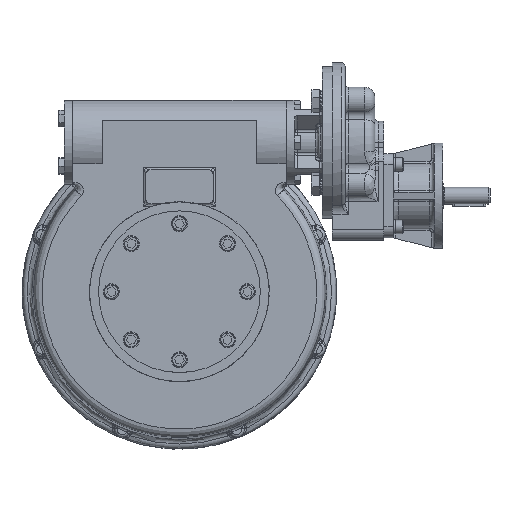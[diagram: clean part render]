
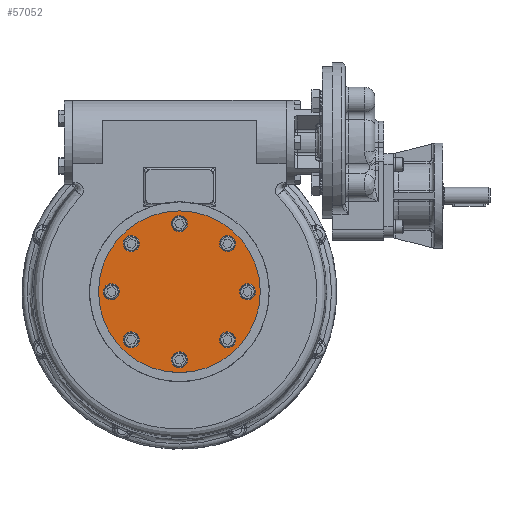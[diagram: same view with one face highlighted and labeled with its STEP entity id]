
A CAD part, top view. The second image highlights one B-rep face of the part: STEP entity #57052.
In plain terms, the highlighted planar face has unit normal (0, 0, 1).
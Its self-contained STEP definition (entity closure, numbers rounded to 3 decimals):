
#9040=PLANE('',#61435);
#20362=ORIENTED_EDGE('',*,*,#26598,.F.);
#20363=ORIENTED_EDGE('',*,*,#26600,.F.);
#20364=ORIENTED_EDGE('',*,*,#26602,.F.);
#20365=ORIENTED_EDGE('',*,*,#26604,.F.);
#20366=ORIENTED_EDGE('',*,*,#26606,.F.);
#20367=ORIENTED_EDGE('',*,*,#26608,.F.);
#20368=ORIENTED_EDGE('',*,*,#26610,.F.);
#20369=ORIENTED_EDGE('',*,*,#26615,.F.);
#20370=ORIENTED_EDGE('',*,*,#26612,.F.);
#26598=EDGE_CURVE('',#30703,#30703,#32570,.T.);
#26600=EDGE_CURVE('',#30705,#30705,#32572,.T.);
#26602=EDGE_CURVE('',#30707,#30707,#32574,.T.);
#26604=EDGE_CURVE('',#30709,#30709,#32576,.T.);
#26606=EDGE_CURVE('',#30711,#30711,#32578,.T.);
#26608=EDGE_CURVE('',#30713,#30713,#32580,.T.);
#26610=EDGE_CURVE('',#30715,#30715,#32582,.T.);
#26612=EDGE_CURVE('',#30717,#30717,#32584,.T.);
#26615=EDGE_CURVE('',#30720,#30720,#32587,.T.);
#30703=VERTEX_POINT('',#98226);
#30705=VERTEX_POINT('',#98231);
#30707=VERTEX_POINT('',#98236);
#30709=VERTEX_POINT('',#98241);
#30711=VERTEX_POINT('',#98246);
#30713=VERTEX_POINT('',#98251);
#30715=VERTEX_POINT('',#98256);
#30717=VERTEX_POINT('',#98261);
#30720=VERTEX_POINT('',#98269);
#32570=CIRCLE('',#61410,6.5);
#32572=CIRCLE('',#61413,6.5);
#32574=CIRCLE('',#61416,6.5);
#32576=CIRCLE('',#61419,6.5);
#32578=CIRCLE('',#61422,6.5);
#32580=CIRCLE('',#61425,6.5);
#32582=CIRCLE('',#61428,6.5);
#32584=CIRCLE('',#61431,96.25);
#32587=CIRCLE('',#61436,6.5);
#36121=EDGE_LOOP('',(#20362));
#36122=EDGE_LOOP('',(#20363));
#36123=EDGE_LOOP('',(#20364));
#36124=EDGE_LOOP('',(#20365));
#36125=EDGE_LOOP('',(#20366));
#36126=EDGE_LOOP('',(#20367));
#36127=EDGE_LOOP('',(#20368));
#36128=EDGE_LOOP('',(#20369));
#36129=EDGE_LOOP('',(#20370));
#39819=FACE_BOUND('',#36121,.T.);
#39820=FACE_BOUND('',#36122,.T.);
#39821=FACE_BOUND('',#36123,.T.);
#39822=FACE_BOUND('',#36124,.T.);
#39823=FACE_BOUND('',#36125,.T.);
#39824=FACE_BOUND('',#36126,.T.);
#39825=FACE_BOUND('',#36127,.T.);
#39826=FACE_BOUND('',#36128,.T.);
#39827=FACE_BOUND('',#36129,.T.);
#57052=ADVANCED_FACE('',(#39819,#39820,#39821,#39822,#39823,#39824,#39825,
#39826,#39827),#9040,.F.);
#61410=AXIS2_PLACEMENT_3D('',#98225,#72288,#72289);
#61413=AXIS2_PLACEMENT_3D('',#98230,#72294,#72295);
#61416=AXIS2_PLACEMENT_3D('',#98235,#72300,#72301);
#61419=AXIS2_PLACEMENT_3D('',#98240,#72306,#72307);
#61422=AXIS2_PLACEMENT_3D('',#98245,#72312,#72313);
#61425=AXIS2_PLACEMENT_3D('',#98250,#72318,#72319);
#61428=AXIS2_PLACEMENT_3D('',#98255,#72324,#72325);
#61431=AXIS2_PLACEMENT_3D('',#98260,#72330,#72331);
#61435=AXIS2_PLACEMENT_3D('',#98267,#72338,#72339);
#61436=AXIS2_PLACEMENT_3D('',#98268,#72340,#72341);
#72288=DIRECTION('',(0.,0.,1.));
#72289=DIRECTION('',(-0.707,0.707,0.));
#72294=DIRECTION('',(0.,0.,1.));
#72295=DIRECTION('',(0.,1.,0.));
#72300=DIRECTION('',(0.,0.,1.));
#72301=DIRECTION('',(0.707,0.707,0.));
#72306=DIRECTION('',(0.,0.,1.));
#72307=DIRECTION('',(1.,0.,0.));
#72312=DIRECTION('',(0.,0.,1.));
#72313=DIRECTION('',(0.707,-0.707,0.));
#72318=DIRECTION('',(0.,0.,1.));
#72319=DIRECTION('',(0.,-1.,0.));
#72324=DIRECTION('',(0.,0.,1.));
#72325=DIRECTION('',(-0.707,-0.707,0.));
#72330=DIRECTION('',(0.,0.,-1.));
#72331=DIRECTION('',(1.,0.,0.));
#72338=DIRECTION('',(0.,0.,-1.));
#72339=DIRECTION('',(1.,0.,0.));
#72340=DIRECTION('',(0.,0.,1.));
#72341=DIRECTION('',(-1.,0.,0.));
#98225=CARTESIAN_POINT('',(-57.276,-57.276,97.));
#98226=CARTESIAN_POINT('',(-61.872,-52.679,97.));
#98230=CARTESIAN_POINT('',(-81.,0.,97.));
#98231=CARTESIAN_POINT('',(-81.,6.5,97.));
#98235=CARTESIAN_POINT('',(-57.276,57.276,97.));
#98236=CARTESIAN_POINT('',(-52.679,61.872,97.));
#98240=CARTESIAN_POINT('',(0.,81.,97.));
#98241=CARTESIAN_POINT('',(6.5,81.,97.));
#98245=CARTESIAN_POINT('',(57.276,57.276,97.));
#98246=CARTESIAN_POINT('',(61.872,52.679,97.));
#98250=CARTESIAN_POINT('',(81.,0.,97.));
#98251=CARTESIAN_POINT('',(81.,-6.5,97.));
#98255=CARTESIAN_POINT('',(57.276,-57.276,97.));
#98256=CARTESIAN_POINT('',(52.679,-61.872,97.));
#98260=CARTESIAN_POINT('',(0.,0.,97.));
#98261=CARTESIAN_POINT('',(96.25,0.,97.));
#98267=CARTESIAN_POINT('',(0.,0.,97.));
#98268=CARTESIAN_POINT('',(0.,-81.,97.));
#98269=CARTESIAN_POINT('',(-6.5,-81.,97.));
